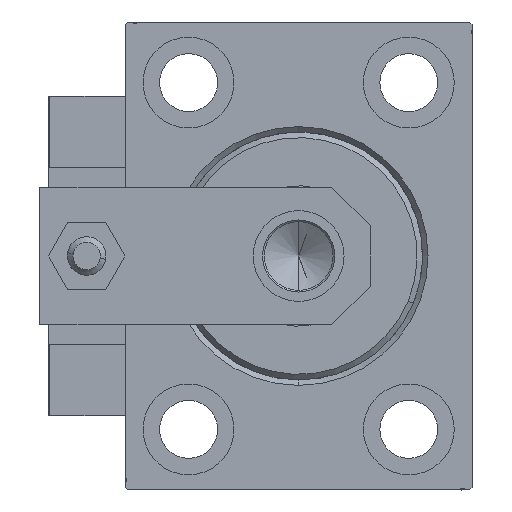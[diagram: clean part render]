
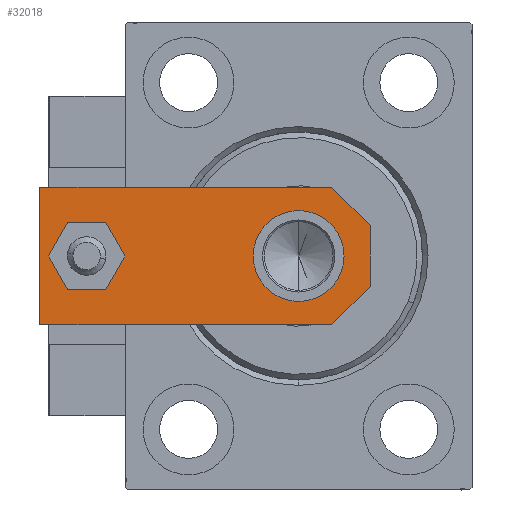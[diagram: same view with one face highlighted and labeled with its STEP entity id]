
A CAD part, left-side view. The second image highlights one B-rep face of the part: STEP entity #32018.
In plain terms, the highlighted face is planar.
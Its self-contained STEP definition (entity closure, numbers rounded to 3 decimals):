
#33 = DIRECTION ( 'NONE',  ( 0., 0., 1. ) ) ;
#275 = CARTESIAN_POINT ( 'NONE',  ( 0., 13., 6. ) ) ;
#680 = VECTOR ( 'NONE', #48640, 1000. ) ;
#1166 = FACE_BOUND ( 'NONE', #35657, .T. ) ;
#2050 = VECTOR ( 'NONE', #38033, 1000. ) ;
#2314 = LINE ( 'NONE', #41780, #680 ) ;
#3152 = ORIENTED_EDGE ( 'NONE', *, *, #15883, .T. ) ;
#3235 = VERTEX_POINT ( 'NONE', #48500 ) ;
#3509 = DIRECTION ( 'NONE',  ( 0.707, -0.707, 0. ) ) ;
#3771 = EDGE_CURVE ( 'NONE', #28755, #8142, #47288, .T. ) ;
#4477 = EDGE_LOOP ( 'NONE', ( #38574, #27695 ) ) ;
#4892 = CIRCLE ( 'NONE', #20248, 4. ) ;
#5227 = CARTESIAN_POINT ( 'NONE',  ( 8.25, 13., 6. ) ) ;
#5271 = DIRECTION ( 'NONE',  ( 1., 0., 0. ) ) ;
#5700 = VERTEX_POINT ( 'NONE', #35416 ) ;
#6024 = CARTESIAN_POINT ( 'NONE',  ( 0., 13., 6. ) ) ;
#6162 = CARTESIAN_POINT ( 'NONE',  ( -5.5, 0., 6. ) ) ;
#6714 = CIRCLE ( 'NONE', #39888, 4. ) ;
#7153 = DIRECTION ( 'NONE',  ( 0., 1., 0. ) ) ;
#8142 = VERTEX_POINT ( 'NONE', #5227 ) ;
#10071 = DIRECTION ( 'NONE',  ( 1., 0., 0. ) ) ;
#11124 = LINE ( 'NONE', #11370, #33461 ) ;
#11370 = CARTESIAN_POINT ( 'NONE',  ( -2.75, -2.75, 6. ) ) ;
#11742 = ORIENTED_EDGE ( 'NONE', *, *, #20569, .F. ) ;
#12551 = CIRCLE ( 'NONE', #25513, 8.25 ) ;
#12968 = DIRECTION ( 'NONE',  ( 0., 0., 1. ) ) ;
#14503 = CARTESIAN_POINT ( 'NONE',  ( 12.5, 0., 6. ) ) ;
#15471 = CARTESIAN_POINT ( 'NONE',  ( -12.5, 60., 6. ) ) ;
#15883 = EDGE_CURVE ( 'NONE', #40187, #35040, #2314, .T. ) ;
#16988 = EDGE_CURVE ( 'NONE', #45032, #40187, #21762, .T. ) ;
#17128 = FACE_BOUND ( 'NONE', #4477, .T. ) ;
#17637 = PLANE ( 'NONE',  #25378 ) ;
#20248 = AXIS2_PLACEMENT_3D ( 'NONE', #24276, #28314, #5271 ) ;
#20569 = EDGE_CURVE ( 'NONE', #5700, #48034, #4892, .T. ) ;
#21438 = CARTESIAN_POINT ( 'NONE',  ( 0., 0., 6. ) ) ;
#21762 = LINE ( 'NONE', #40732, #33045 ) ;
#22514 = DIRECTION ( 'NONE',  ( -1., 0., 0. ) ) ;
#23070 = LINE ( 'NONE', #38514, #2050 ) ;
#24129 = CARTESIAN_POINT ( 'NONE',  ( -12.5, 7., 6. ) ) ;
#24276 = CARTESIAN_POINT ( 'NONE',  ( 0., 51.5, 6. ) ) ;
#24713 = VERTEX_POINT ( 'NONE', #6162 ) ;
#25378 = AXIS2_PLACEMENT_3D ( 'NONE', #21438, #33074, #48527 ) ;
#25389 = CARTESIAN_POINT ( 'NONE',  ( -8.25, 13., 6. ) ) ;
#25513 = AXIS2_PLACEMENT_3D ( 'NONE', #275, #33, #31154 ) ;
#26231 = EDGE_CURVE ( 'NONE', #44266, #3235, #26731, .T. ) ;
#26702 = ORIENTED_EDGE ( 'NONE', *, *, #26231, .T. ) ;
#26731 = LINE ( 'NONE', #42154, #44551 ) ;
#27695 = ORIENTED_EDGE ( 'NONE', *, *, #40183, .F. ) ;
#28314 = DIRECTION ( 'NONE',  ( 0., 0., 1. ) ) ;
#28669 = DIRECTION ( 'NONE',  ( 1., 0., 0. ) ) ;
#28755 = VERTEX_POINT ( 'NONE', #25389 ) ;
#29099 = ORIENTED_EDGE ( 'NONE', *, *, #33545, .T. ) ;
#29317 = DIRECTION ( 'NONE',  ( 0., 0., 1. ) ) ;
#29441 = LINE ( 'NONE', #14503, #47219 ) ;
#31154 = DIRECTION ( 'NONE',  ( 1., 0., 0. ) ) ;
#31482 = EDGE_CURVE ( 'NONE', #48034, #5700, #6714, .T. ) ;
#32018 = ADVANCED_FACE ( 'NONE', ( #1166, #40658, #17128 ), #17637, .T. ) ;
#33045 = VECTOR ( 'NONE', #22514, 1000. ) ;
#33074 = DIRECTION ( 'NONE',  ( 0., 0., 1. ) ) ;
#33461 = VECTOR ( 'NONE', #3509, 1000. ) ;
#33545 = EDGE_CURVE ( 'NONE', #3235, #45032, #29441, .T. ) ;
#34319 = DIRECTION ( 'NONE',  ( 0.707, 0.707, 0. ) ) ;
#35040 = VERTEX_POINT ( 'NONE', #24129 ) ;
#35416 = CARTESIAN_POINT ( 'NONE',  ( 4., 51.5, 6. ) ) ;
#35657 = EDGE_LOOP ( 'NONE', ( #46752, #11742 ) ) ;
#35710 = CARTESIAN_POINT ( 'NONE',  ( 5.5, 0., 6. ) ) ;
#36467 = EDGE_CURVE ( 'NONE', #35040, #24713, #11124, .T. ) ;
#37464 = CARTESIAN_POINT ( 'NONE',  ( 12.5, 60., 6. ) ) ;
#38033 = DIRECTION ( 'NONE',  ( 1., 0., 0. ) ) ;
#38514 = CARTESIAN_POINT ( 'NONE',  ( -12.5, 0., 6. ) ) ;
#38574 = ORIENTED_EDGE ( 'NONE', *, *, #3771, .F. ) ;
#39129 = ORIENTED_EDGE ( 'NONE', *, *, #40120, .T. ) ;
#39888 = AXIS2_PLACEMENT_3D ( 'NONE', #44360, #12968, #28669 ) ;
#40120 = EDGE_CURVE ( 'NONE', #24713, #44266, #23070, .T. ) ;
#40183 = EDGE_CURVE ( 'NONE', #8142, #28755, #12551, .T. ) ;
#40187 = VERTEX_POINT ( 'NONE', #15471 ) ;
#40658 = FACE_OUTER_BOUND ( 'NONE', #47220, .T. ) ;
#40732 = CARTESIAN_POINT ( 'NONE',  ( 12.5, 60., 6. ) ) ;
#40942 = AXIS2_PLACEMENT_3D ( 'NONE', #6024, #29317, #10071 ) ;
#41780 = CARTESIAN_POINT ( 'NONE',  ( -12.5, 60., 6. ) ) ;
#42154 = CARTESIAN_POINT ( 'NONE',  ( 2.75, -2.75, 6. ) ) ;
#42942 = ORIENTED_EDGE ( 'NONE', *, *, #16988, .T. ) ;
#44266 = VERTEX_POINT ( 'NONE', #35710 ) ;
#44360 = CARTESIAN_POINT ( 'NONE',  ( 0., 51.5, 6. ) ) ;
#44551 = VECTOR ( 'NONE', #34319, 1000. ) ;
#45032 = VERTEX_POINT ( 'NONE', #37464 ) ;
#45780 = CARTESIAN_POINT ( 'NONE',  ( -4., 51.5, 6. ) ) ;
#46752 = ORIENTED_EDGE ( 'NONE', *, *, #31482, .F. ) ;
#47219 = VECTOR ( 'NONE', #7153, 1000. ) ;
#47220 = EDGE_LOOP ( 'NONE', ( #3152, #49016, #39129, #26702, #29099, #42942 ) ) ;
#47288 = CIRCLE ( 'NONE', #40942, 8.25 ) ;
#48034 = VERTEX_POINT ( 'NONE', #45780 ) ;
#48500 = CARTESIAN_POINT ( 'NONE',  ( 12.5, 7., 6. ) ) ;
#48527 = DIRECTION ( 'NONE',  ( 1., 0., 0. ) ) ;
#48640 = DIRECTION ( 'NONE',  ( 0., -1., 0. ) ) ;
#49016 = ORIENTED_EDGE ( 'NONE', *, *, #36467, .T. ) ;
